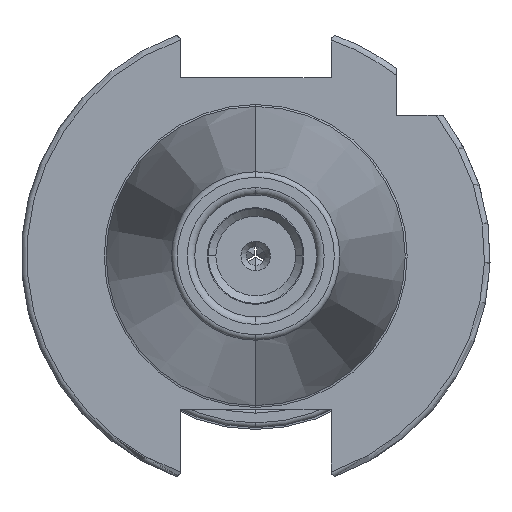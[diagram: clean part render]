
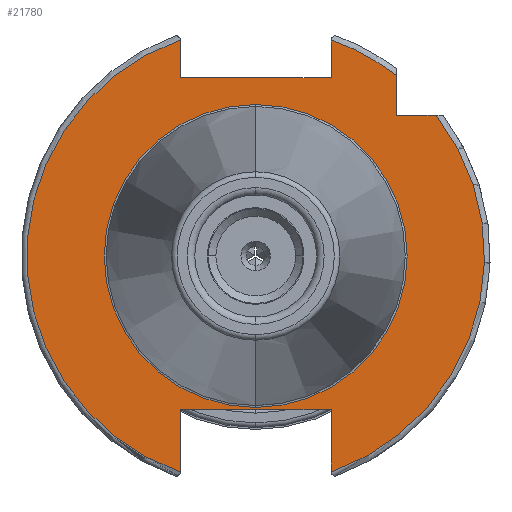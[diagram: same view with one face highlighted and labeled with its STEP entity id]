
A CAD part, front view. The second image highlights one B-rep face of the part: STEP entity #21780.
In plain terms, the highlighted planar face has unit normal (0, -1, 0).
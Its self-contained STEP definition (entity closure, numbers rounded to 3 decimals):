
#235 = LINE ( 'NONE', #4640, #18785 ) ;
#463 = DIRECTION ( 'NONE',  ( 0., 0., -1. ) ) ;
#656 = CARTESIAN_POINT ( 'NONE',  ( 8.05, 0., 0. ) ) ;
#774 = EDGE_CURVE ( 'NONE', #6983, #8885, #3752, .T. ) ;
#911 = CARTESIAN_POINT ( 'NONE',  ( -8.05, 0., 23.034 ) ) ;
#1106 = VERTEX_POINT ( 'NONE', #1981 ) ;
#1544 = VECTOR ( 'NONE', #463, 1000. ) ;
#1609 = VECTOR ( 'NONE', #14930, 1000. ) ;
#1676 = VERTEX_POINT ( 'NONE', #23034 ) ;
#1692 = VERTEX_POINT ( 'NONE', #22604 ) ;
#1768 = CARTESIAN_POINT ( 'NONE',  ( 15., 0., 15. ) ) ;
#1981 = CARTESIAN_POINT ( 'NONE',  ( 8.05, 0., 19. ) ) ;
#2109 = FACE_OUTER_BOUND ( 'NONE', #16021, .T. ) ;
#2525 = ORIENTED_EDGE ( 'NONE', *, *, #19445, .T. ) ;
#3074 = CARTESIAN_POINT ( 'NONE',  ( 8.05, 0., 23.034 ) ) ;
#3564 = DIRECTION ( 'NONE',  ( 0., 0., 1. ) ) ;
#3583 = EDGE_CURVE ( 'NONE', #4458, #1676, #10426, .T. ) ;
#3590 = DIRECTION ( 'NONE',  ( 0., 1., 0. ) ) ;
#3604 = DIRECTION ( 'NONE',  ( 0., 0., 1. ) ) ;
#3610 = CARTESIAN_POINT ( 'NONE',  ( 0., 0., 0. ) ) ;
#3752 = LINE ( 'NONE', #10029, #17602 ) ;
#3863 = VERTEX_POINT ( 'NONE', #1768 ) ;
#3985 = CARTESIAN_POINT ( 'NONE',  ( -8.05, 0., 0. ) ) ;
#4289 = CARTESIAN_POINT ( 'NONE',  ( 16.15, 0., 0. ) ) ;
#4353 = ORIENTED_EDGE ( 'NONE', *, *, #8939, .T. ) ;
#4458 = VERTEX_POINT ( 'NONE', #22431 ) ;
#4640 = CARTESIAN_POINT ( 'NONE',  ( 8.05, 0., 0. ) ) ;
#4817 = CIRCLE ( 'NONE', #11684, 16.15 ) ;
#5396 = CARTESIAN_POINT ( 'NONE',  ( 0., 0., 0. ) ) ;
#5755 = DIRECTION ( 'NONE',  ( 0., 0., 1. ) ) ;
#5833 = DIRECTION ( 'NONE',  ( 0., 1., 0. ) ) ;
#5901 = CARTESIAN_POINT ( 'NONE',  ( 0., 0., 0. ) ) ;
#6093 = DIRECTION ( 'NONE',  ( 0., 1., 0. ) ) ;
#6102 = CARTESIAN_POINT ( 'NONE',  ( 0., 0., 16.15 ) ) ;
#6267 = EDGE_CURVE ( 'NONE', #3863, #17195, #16808, .T. ) ;
#6970 = DIRECTION ( 'NONE',  ( 0., 0., 1. ) ) ;
#6983 = VERTEX_POINT ( 'NONE', #7204 ) ;
#7204 = CARTESIAN_POINT ( 'NONE',  ( -8.05, 0., 19. ) ) ;
#7234 = AXIS2_PLACEMENT_3D ( 'NONE', #3610, #3590, #3564 ) ;
#7362 = DIRECTION ( 'NONE',  ( 1., 0., 0. ) ) ;
#7373 = CIRCLE ( 'NONE', #20646, 16.15 ) ;
#7395 = CIRCLE ( 'NONE', #23075, 24.4 ) ;
#7437 = CARTESIAN_POINT ( 'NONE',  ( 16.15, 0., -16.4 ) ) ;
#7685 = PLANE ( 'NONE',  #14659 ) ;
#7871 = VERTEX_POINT ( 'NONE', #6102 ) ;
#8280 = CARTESIAN_POINT ( 'NONE',  ( 0., 0., 0. ) ) ;
#8460 = CARTESIAN_POINT ( 'NONE',  ( 0., 0., 0. ) ) ;
#8885 = VERTEX_POINT ( 'NONE', #911 ) ;
#8939 = EDGE_CURVE ( 'NONE', #13002, #1676, #15916, .T. ) ;
#9285 = ORIENTED_EDGE ( 'NONE', *, *, #774, .T. ) ;
#9406 = ORIENTED_EDGE ( 'NONE', *, *, #10539, .T. ) ;
#9443 = DIRECTION ( 'NONE',  ( 0., 0., 1. ) ) ;
#9817 = DIRECTION ( 'NONE',  ( 0., 0., 1. ) ) ;
#9912 = LINE ( 'NONE', #7437, #14183 ) ;
#9990 = VERTEX_POINT ( 'NONE', #10121 ) ;
#10029 = CARTESIAN_POINT ( 'NONE',  ( -8.05, 0., 0. ) ) ;
#10119 = DIRECTION ( 'NONE',  ( 0., 0., 1. ) ) ;
#10121 = CARTESIAN_POINT ( 'NONE',  ( -8.05, 0., -23.034 ) ) ;
#10269 = ORIENTED_EDGE ( 'NONE', *, *, #11626, .T. ) ;
#10318 = DIRECTION ( 'NONE',  ( 0., 0., 1. ) ) ;
#10426 = CIRCLE ( 'NONE', #7234, 24.4 ) ;
#10539 = EDGE_CURVE ( 'NONE', #4458, #3863, #18922, .T. ) ;
#11154 = CARTESIAN_POINT ( 'NONE',  ( 15., 0., 19.245 ) ) ;
#11626 = EDGE_CURVE ( 'NONE', #17904, #13002, #9912, .T. ) ;
#11684 = AXIS2_PLACEMENT_3D ( 'NONE', #5396, #16232, #3604 ) ;
#12049 = VECTOR ( 'NONE', #6970, 1000. ) ;
#12658 = DIRECTION ( 'NONE',  ( -1., 0., 0. ) ) ;
#13002 = VERTEX_POINT ( 'NONE', #17380 ) ;
#13166 = ORIENTED_EDGE ( 'NONE', *, *, #13937, .F. ) ;
#13455 = EDGE_CURVE ( 'NONE', #7871, #1692, #4817, .T. ) ;
#13937 = EDGE_CURVE ( 'NONE', #9990, #8885, #7395, .T. ) ;
#14183 = VECTOR ( 'NONE', #7362, 1000. ) ;
#14203 = CARTESIAN_POINT ( 'NONE',  ( 15., 0., 0. ) ) ;
#14310 = CARTESIAN_POINT ( 'NONE',  ( 16.15, 0., 15. ) ) ;
#14659 = AXIS2_PLACEMENT_3D ( 'NONE', #4289, #6093, #18734 ) ;
#14697 = EDGE_CURVE ( 'NONE', #1692, #7871, #7373, .T. ) ;
#14867 = CARTESIAN_POINT ( 'NONE',  ( -8.05, 0., -16.4 ) ) ;
#14930 = DIRECTION ( 'NONE',  ( -1., 0., 0. ) ) ;
#15182 = CIRCLE ( 'NONE', #18527, 24.4 ) ;
#15361 = FACE_BOUND ( 'NONE', #19754, .T. ) ;
#15813 = LINE ( 'NONE', #3985, #19430 ) ;
#15916 = LINE ( 'NONE', #656, #1544 ) ;
#16021 = EDGE_LOOP ( 'NONE', ( #10269, #4353, #23085, #9406, #19522, #19217, #2525, #22640, #9285, #13166, #21989 ) ) ;
#16232 = DIRECTION ( 'NONE',  ( 0., 1., 0. ) ) ;
#16808 = LINE ( 'NONE', #14203, #12049 ) ;
#16851 = EDGE_CURVE ( 'NONE', #9990, #17904, #15813, .T. ) ;
#17195 = VERTEX_POINT ( 'NONE', #11154 ) ;
#17380 = CARTESIAN_POINT ( 'NONE',  ( 8.05, 0., -16.4 ) ) ;
#17602 = VECTOR ( 'NONE', #9817, 1000. ) ;
#17904 = VERTEX_POINT ( 'NONE', #14867 ) ;
#18076 = VERTEX_POINT ( 'NONE', #3074 ) ;
#18527 = AXIS2_PLACEMENT_3D ( 'NONE', #8460, #20959, #10318 ) ;
#18734 = DIRECTION ( 'NONE',  ( 0., 0., 1. ) ) ;
#18785 = VECTOR ( 'NONE', #20870, 1000. ) ;
#18812 = EDGE_CURVE ( 'NONE', #18076, #17195, #15182, .T. ) ;
#18922 = LINE ( 'NONE', #14310, #22388 ) ;
#19217 = ORIENTED_EDGE ( 'NONE', *, *, #18812, .F. ) ;
#19430 = VECTOR ( 'NONE', #9443, 1000. ) ;
#19431 = ORIENTED_EDGE ( 'NONE', *, *, #13455, .T. ) ;
#19445 = EDGE_CURVE ( 'NONE', #18076, #1106, #235, .T. ) ;
#19522 = ORIENTED_EDGE ( 'NONE', *, *, #6267, .T. ) ;
#19754 = EDGE_LOOP ( 'NONE', ( #19431, #21808 ) ) ;
#20405 = EDGE_CURVE ( 'NONE', #1106, #6983, #21698, .T. ) ;
#20646 = AXIS2_PLACEMENT_3D ( 'NONE', #8280, #20807, #10119 ) ;
#20807 = DIRECTION ( 'NONE',  ( 0., 1., 0. ) ) ;
#20870 = DIRECTION ( 'NONE',  ( 0., 0., -1. ) ) ;
#20959 = DIRECTION ( 'NONE',  ( 0., 1., 0. ) ) ;
#21698 = LINE ( 'NONE', #21940, #1609 ) ;
#21780 = ADVANCED_FACE ( 'NONE', ( #2109, #15361 ), #7685, .F. ) ;
#21808 = ORIENTED_EDGE ( 'NONE', *, *, #14697, .T. ) ;
#21940 = CARTESIAN_POINT ( 'NONE',  ( 16.15, 0., 19. ) ) ;
#21989 = ORIENTED_EDGE ( 'NONE', *, *, #16851, .T. ) ;
#22388 = VECTOR ( 'NONE', #12658, 1000. ) ;
#22431 = CARTESIAN_POINT ( 'NONE',  ( 19.245, 0., 15. ) ) ;
#22604 = CARTESIAN_POINT ( 'NONE',  ( 0., 0., -16.15 ) ) ;
#22640 = ORIENTED_EDGE ( 'NONE', *, *, #20405, .T. ) ;
#23034 = CARTESIAN_POINT ( 'NONE',  ( 8.05, 0., -23.034 ) ) ;
#23075 = AXIS2_PLACEMENT_3D ( 'NONE', #5901, #5833, #5755 ) ;
#23085 = ORIENTED_EDGE ( 'NONE', *, *, #3583, .F. ) ;
